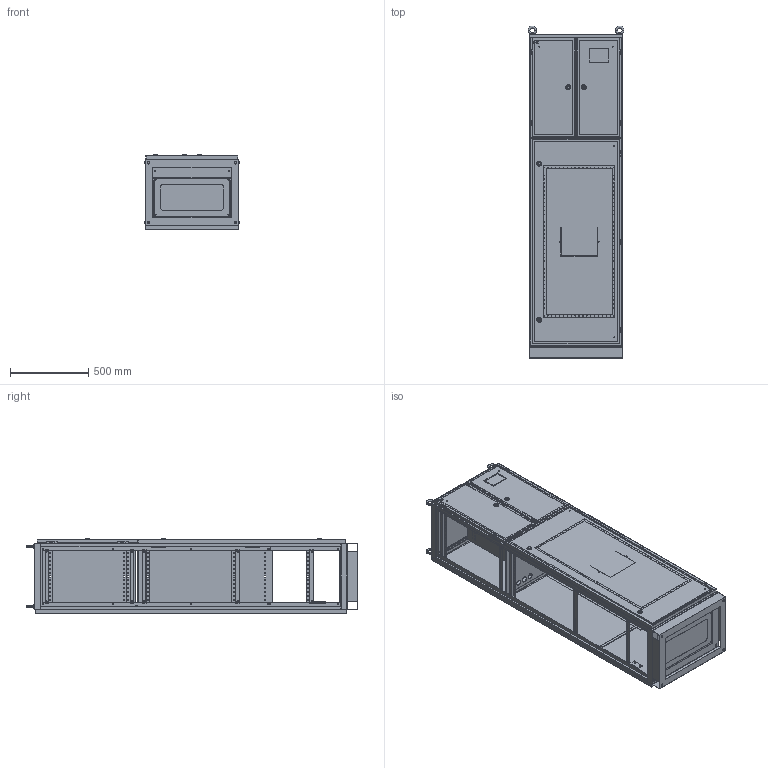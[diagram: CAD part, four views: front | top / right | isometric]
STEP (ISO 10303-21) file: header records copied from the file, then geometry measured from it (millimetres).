
FILE_DESCRIPTION (( 'STEP AP203' ), '1' );
FILE_NAME ('YKM3-C3-2064-54 Øêàô íàïîëüíûé öåëüíîñâàðíîé ÂÐÓ-3 20.60.45 IP54 TITAN.STEP', '2021-01-29T12:08:44', ( '' ), ( '' ), 'SwSTEP 2.0', 'SolidWorks 2017', '' );
FILE_SCHEMA (( 'CONFIG_CONTROL_DESIGN' ));
Length unit declared in the file: millimetre
Products named in the file (8): YKM3-C3-2064-54 Øêàô íàïîëüíûé öåëüíîñâàðíîé ÂÐÓ-3 20.60.45 IP54 TITAN; Äâåðü ÂÐÓ-3 ëåâàÿ IP54; Äâåðü äëÿ ÂÐÓ-2 2000õ600 IP54; Öîêîëü äëÿ ÂÐÓ 600õ450; ﾄ粢 粹澵; Îáîëî÷êà ÂÐÓ-3 2000õ600õ450 IP54; Äâåðü ÂÐÓ-3 ïðàâàÿ IP54; Ñòåíêà çàäíÿÿ äëÿ ÂÐÓ-õ 2000õ600 IP54
Assembly tree (7 placements, depth 2):
  YKM3-C3-2064-54 Øêàô íàïîëüíûé öåëüíîñâàðíîé ÂÐÓ-3 20.60.45 IP54 TITAN
    Îáîëî÷êà ÂÐÓ-3 2000õ600õ450 IP54
    Äâåðü ÂÐÓ-3 ïðàâàÿ IP54
    Äâåðü ÂÐÓ-3 ëåâàÿ IP54
    Äâåðü äëÿ ÂÐÓ-2 2000õ600 IP54
    ﾄ粢 粹澵
    Ñòåíêà çàäíÿÿ äëÿ ÂÐÓ-õ 2000õ600 IP54
    Öîêîëü äëÿ ÂÐÓ 600õ450
Bounding box: 614 x 2126 x 477.5 mm (x, y, z)
Volume: 10391309.3 mm3; surface area: 12735031.5 mm2
Topology: 40 solids, 42 shells, 3852 faces, 10250 edges, 6661 vertices
Faces by surface type: plane 2669, cylinder 891, cone 204, bspline 52, torus 24, sphere 12
Entity records: 123056 total; most frequent: CARTESIAN_POINT 23885, ORIENTED_EDGE 20500, DIRECTION 19400, EDGE_CURVE 10250, VECTOR 7624, LINE 7624, VERTEX_POINT 6661, AXIS2_PLACEMENT_3D 5888
